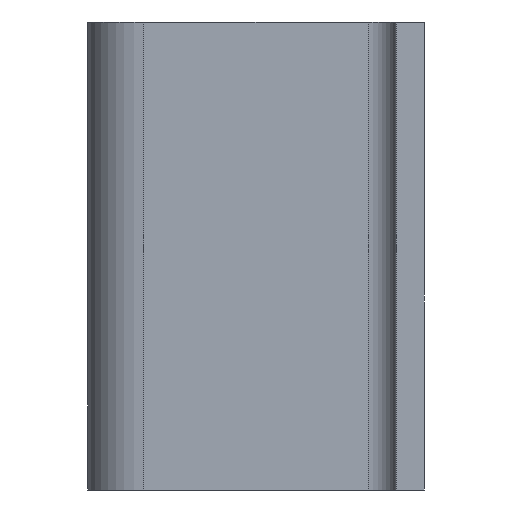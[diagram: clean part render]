
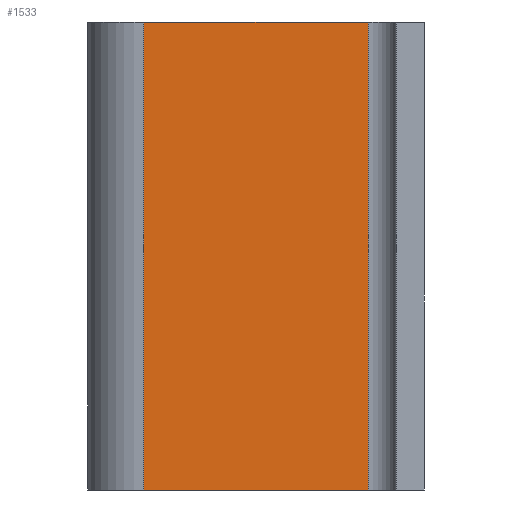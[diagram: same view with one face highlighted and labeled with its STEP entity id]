
A CAD part, left-side view. The second image highlights one B-rep face of the part: STEP entity #1533.
In plain terms, the highlighted planar face has unit normal (-1, 0, 0).
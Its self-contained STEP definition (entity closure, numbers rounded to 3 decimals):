
#42 = ORIENTED_EDGE ( 'NONE', *, *, #508, .T. ) ;
#210 = VERTEX_POINT ( 'NONE', #706 ) ;
#218 = VERTEX_POINT ( 'NONE', #691 ) ;
#341 = FACE_OUTER_BOUND ( 'NONE', #2123, .T. ) ;
#439 = EDGE_CURVE ( 'NONE', #1074, #1076, #1765, .T. ) ;
#440 = EDGE_CURVE ( 'NONE', #210, #218, #1761, .T. ) ;
#508 = EDGE_CURVE ( 'NONE', #1074, #210, #1996, .T. ) ;
#549 = EDGE_CURVE ( 'NONE', #1076, #218, #1478, .T. ) ;
#691 = CARTESIAN_POINT ( 'NONE',  ( -113., -6., -25. ) ) ;
#706 = CARTESIAN_POINT ( 'NONE',  ( -113., -6., 25. ) ) ;
#741 = CARTESIAN_POINT ( 'NONE',  ( -113., -30., -25. ) ) ;
#742 = CARTESIAN_POINT ( 'NONE',  ( -113., -30., 25. ) ) ;
#788 = CARTESIAN_POINT ( 'NONE',  ( -113., -6., -25. ) ) ;
#789 = DIRECTION ( 'NONE',  ( 0., 1., 0. ) ) ;
#831 = DIRECTION ( 'NONE',  ( 0., 0., -1. ) ) ;
#835 = DIRECTION ( 'NONE',  ( 0., 0., -1. ) ) ;
#842 = CARTESIAN_POINT ( 'NONE',  ( -113., -6., 25. ) ) ;
#877 = CARTESIAN_POINT ( 'NONE',  ( -113., -30., 25. ) ) ;
#893 = CARTESIAN_POINT ( 'NONE',  ( -113., -6., 25. ) ) ;
#901 = DIRECTION ( 'NONE',  ( 0., 1., 0. ) ) ;
#1016 = ORIENTED_EDGE ( 'NONE', *, *, #439, .F. ) ;
#1017 = ORIENTED_EDGE ( 'NONE', *, *, #549, .F. ) ;
#1018 = ORIENTED_EDGE ( 'NONE', *, *, #440, .T. ) ;
#1074 = VERTEX_POINT ( 'NONE', #742 ) ;
#1076 = VERTEX_POINT ( 'NONE', #741 ) ;
#1214 = DIRECTION ( 'NONE',  ( 0., 0., 1. ) ) ;
#1215 = DIRECTION ( 'NONE',  ( -1., 0., 0. ) ) ;
#1218 = PLANE ( 'NONE',  #1566 ) ;
#1228 = CARTESIAN_POINT ( 'NONE',  ( -113., -6., 25. ) ) ;
#1478 = LINE ( 'NONE', #788, #1480 ) ;
#1480 = VECTOR ( 'NONE', #789, 1000. ) ;
#1533 = ADVANCED_FACE ( 'NONE', ( #341 ), #1218, .T. ) ;
#1566 = AXIS2_PLACEMENT_3D ( 'NONE', #1228, #1215, #1214 ) ;
#1761 = LINE ( 'NONE', #842, #1771 ) ;
#1765 = LINE ( 'NONE', #877, #1767 ) ;
#1767 = VECTOR ( 'NONE', #835, 1000. ) ;
#1771 = VECTOR ( 'NONE', #831, 1000. ) ;
#1996 = LINE ( 'NONE', #893, #1998 ) ;
#1998 = VECTOR ( 'NONE', #901, 1000. ) ;
#2123 = EDGE_LOOP ( 'NONE', ( #1018, #1017, #1016, #42 ) ) ;
